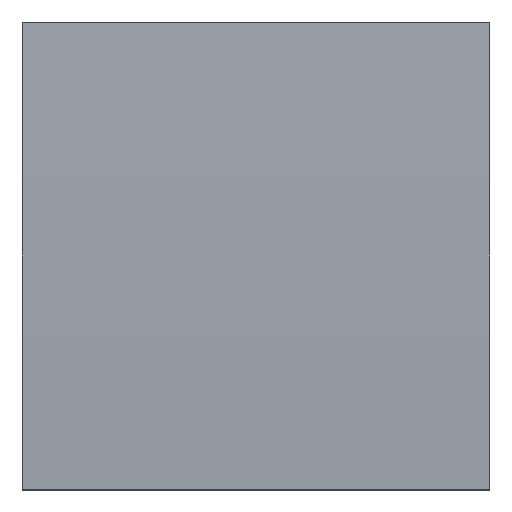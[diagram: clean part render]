
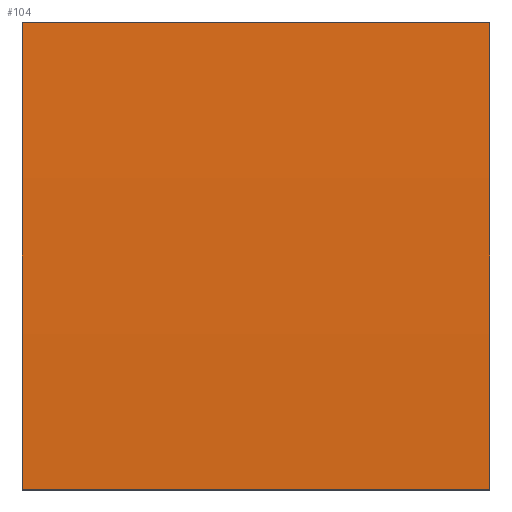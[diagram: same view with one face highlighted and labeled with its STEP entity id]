
A CAD part, left-side view. The second image highlights one B-rep face of the part: STEP entity #104.
In plain terms, the highlighted cylindrical face has radius 258.5 mm (diameter 517 mm), a partial arc.
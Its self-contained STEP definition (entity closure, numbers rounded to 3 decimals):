
#6 = CARTESIAN_POINT ( 'NONE',  ( -253.951, 20., 10. ) ) ;
#7 = CYLINDRICAL_SURFACE ( 'NONE', #58, 258.5 ) ;
#9 = CARTESIAN_POINT ( 'NONE',  ( -253.951, 20., 10. ) ) ;
#15 = VECTOR ( 'NONE', #171, 1000. ) ;
#16 = CARTESIAN_POINT ( 'NONE',  ( -253.951, 20., -10. ) ) ;
#23 = ORIENTED_EDGE ( 'NONE', *, *, #148, .F. ) ;
#24 = VERTEX_POINT ( 'NONE', #16 ) ;
#29 = AXIS2_PLACEMENT_3D ( 'NONE', #139, #141, #137 ) ;
#30 = ORIENTED_EDGE ( 'NONE', *, *, #77, .T. ) ;
#35 = VERTEX_POINT ( 'NONE', #6 ) ;
#56 = VERTEX_POINT ( 'NONE', #73 ) ;
#58 = AXIS2_PLACEMENT_3D ( 'NONE', #101, #145, #106 ) ;
#73 = CARTESIAN_POINT ( 'NONE',  ( -253.951, 0., -10. ) ) ;
#76 = ORIENTED_EDGE ( 'NONE', *, *, #85, .T. ) ;
#77 = EDGE_CURVE ( 'NONE', #24, #56, #172, .T. ) ;
#85 = EDGE_CURVE ( 'NONE', #56, #92, #146, .T. ) ;
#88 = DIRECTION ( 'NONE',  ( 0., 1., 0. ) ) ;
#91 = LINE ( 'NONE', #9, #112 ) ;
#92 = VERTEX_POINT ( 'NONE', #199 ) ;
#93 = EDGE_CURVE ( 'NONE', #35, #92, #91, .T. ) ;
#98 = DIRECTION ( 'NONE',  ( 0., 0., 1. ) ) ;
#101 = CARTESIAN_POINT ( 'NONE',  ( 4.355, 20., 0. ) ) ;
#104 = ADVANCED_FACE ( 'NONE', ( #204 ), #7, .T. ) ;
#106 = DIRECTION ( 'NONE',  ( 0., 0., -1. ) ) ;
#107 = ORIENTED_EDGE ( 'NONE', *, *, #93, .F. ) ;
#112 = VECTOR ( 'NONE', #135, 1000. ) ;
#122 = EDGE_LOOP ( 'NONE', ( #76, #107, #23, #30 ) ) ;
#135 = DIRECTION ( 'NONE',  ( 0., -1., 0. ) ) ;
#137 = DIRECTION ( 'NONE',  ( 0., 0., 1. ) ) ;
#139 = CARTESIAN_POINT ( 'NONE',  ( 4.355, 20., 0. ) ) ;
#141 = DIRECTION ( 'NONE',  ( 0., 1., 0. ) ) ;
#145 = DIRECTION ( 'NONE',  ( 0., -1., 0. ) ) ;
#146 = CIRCLE ( 'NONE', #165, 258.5 ) ;
#148 = EDGE_CURVE ( 'NONE', #24, #35, #192, .T. ) ;
#165 = AXIS2_PLACEMENT_3D ( 'NONE', #200, #88, #98 ) ;
#167 = CARTESIAN_POINT ( 'NONE',  ( -253.951, 20., -10. ) ) ;
#171 = DIRECTION ( 'NONE',  ( 0., -1., 0. ) ) ;
#172 = LINE ( 'NONE', #167, #15 ) ;
#192 = CIRCLE ( 'NONE', #29, 258.5 ) ;
#199 = CARTESIAN_POINT ( 'NONE',  ( -253.951, 0., 10. ) ) ;
#200 = CARTESIAN_POINT ( 'NONE',  ( 4.355, 0., 0. ) ) ;
#204 = FACE_OUTER_BOUND ( 'NONE', #122, .T. ) ;
